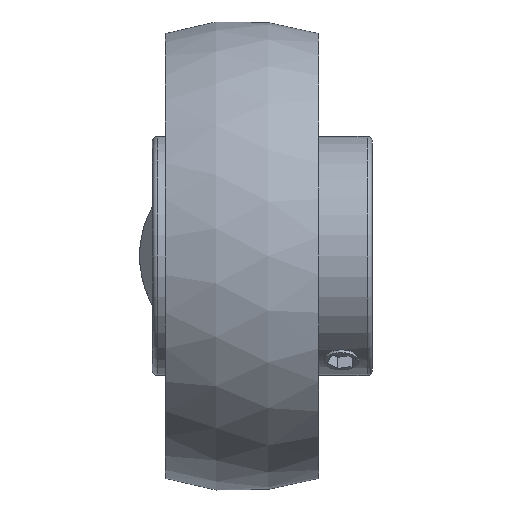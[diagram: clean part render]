
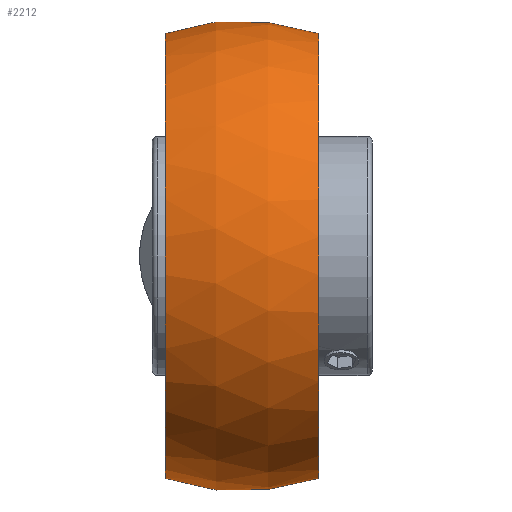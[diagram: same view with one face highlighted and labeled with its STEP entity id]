
A CAD part, front view. The second image highlights one B-rep face of the part: STEP entity #2212.
In plain terms, the highlighted spherical face has radius 46 mm.
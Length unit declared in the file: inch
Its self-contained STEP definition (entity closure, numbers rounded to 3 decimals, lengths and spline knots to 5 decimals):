
#834=SPHERICAL_SURFACE('',#2376,1.81102);
#1024=VERTEX_POINT('',#2501);
#1025=VERTEX_POINT('',#2502);
#1081=VERTEX_POINT('',#3270);
#1082=VERTEX_POINT('',#3271);
#1085=VERTEX_POINT('',#3281);
#1086=VERTEX_POINT('',#3282);
#1093=VERTEX_POINT('',#3303);
#1094=VERTEX_POINT('',#3307);
#1095=VERTEX_POINT('',#3308);
#1096=VERTEX_POINT('',#3310);
#1097=VERTEX_POINT('',#3313);
#1098=VERTEX_POINT('',#3314);
#1099=VERTEX_POINT('',#3317);
#1100=VERTEX_POINT('',#3319);
#1101=VERTEX_POINT('',#3322);
#1102=VERTEX_POINT('',#3323);
#1171=CIRCLE('',#2283,1.71203);
#1217=CIRCLE('',#2368,1.66141);
#1221=CIRCLE('',#2375,1.80717);
#1222=CIRCLE('',#2377,1.71203);
#1223=CIRCLE('',#2378,1.65519);
#1224=CIRCLE('',#2379,0.78941);
#1225=CIRCLE('',#2380,1.80717);
#1226=CIRCLE('',#2381,1.65519);
#1227=CIRCLE('',#2382,1.65519);
#1228=CIRCLE('',#2383,0.78941);
#1229=CIRCLE('',#2384,1.80717);
#1230=CIRCLE('',#2385,1.80717);
#1231=CIRCLE('',#2386,1.65519);
#1269=EDGE_CURVE('',#1024,#1025,#1171,.T.);
#1357=EDGE_CURVE('',#1081,#1082,#1217,.T.);
#1361=EDGE_CURVE('',#1085,#1086,#1217,.T.);
#1370=EDGE_CURVE('',#1093,#1086,#1221,.T.);
#1372=EDGE_CURVE('',#1094,#1095,#1222,.T.);
#1373=EDGE_CURVE('',#1096,#1094,#1223,.T.);
#1374=EDGE_CURVE('',#1093,#1096,#1224,.T.);
#1375=EDGE_CURVE('',#1085,#1097,#1225,.T.);
#1376=EDGE_CURVE('',#1098,#1097,#1224,.T.);
#1377=EDGE_CURVE('',#1025,#1098,#1226,.T.);
#1378=EDGE_CURVE('',#1099,#1024,#1227,.T.);
#1379=EDGE_CURVE('',#1100,#1099,#1228,.T.);
#1380=EDGE_CURVE('',#1100,#1082,#1229,.T.);
#1381=EDGE_CURVE('',#1081,#1101,#1230,.T.);
#1382=EDGE_CURVE('',#1102,#1101,#1228,.T.);
#1383=EDGE_CURVE('',#1095,#1102,#1231,.T.);
#1652=ORIENTED_EDGE('',*,*,#1372,.F.);
#1653=ORIENTED_EDGE('',*,*,#1373,.F.);
#1654=ORIENTED_EDGE('',*,*,#1374,.F.);
#1655=ORIENTED_EDGE('',*,*,#1370,.T.);
#1656=ORIENTED_EDGE('',*,*,#1361,.F.);
#1657=ORIENTED_EDGE('',*,*,#1375,.T.);
#1658=ORIENTED_EDGE('',*,*,#1376,.F.);
#1659=ORIENTED_EDGE('',*,*,#1377,.F.);
#1660=ORIENTED_EDGE('',*,*,#1269,.F.);
#1661=ORIENTED_EDGE('',*,*,#1378,.F.);
#1662=ORIENTED_EDGE('',*,*,#1379,.F.);
#1663=ORIENTED_EDGE('',*,*,#1380,.T.);
#1664=ORIENTED_EDGE('',*,*,#1357,.F.);
#1665=ORIENTED_EDGE('',*,*,#1381,.T.);
#1666=ORIENTED_EDGE('',*,*,#1382,.F.);
#1667=ORIENTED_EDGE('',*,*,#1383,.F.);
#1896=EDGE_LOOP('',(#1652,#1653,#1654,#1655,#1656,#1657,#1658,#1659,#1660,
#1661,#1662,#1663,#1664,#1665,#1666,#1667));
#2057=FACE_BOUND('',#1896,.T.);
#2212=ADVANCED_FACE('',(#2057),#834,.T.);
#2283=AXIS2_PLACEMENT_3D('',#2500,#3737,#3738);
#2368=AXIS2_PLACEMENT_3D('',#3269,#3917,#3918);
#2375=AXIS2_PLACEMENT_3D('',#3302,#3932,#3933);
#2376=AXIS2_PLACEMENT_3D('',#3305,#3935,#3936);
#2377=AXIS2_PLACEMENT_3D('',#3306,#3937,#3938);
#2378=AXIS2_PLACEMENT_3D('',#3309,#3939,#3940);
#2379=AXIS2_PLACEMENT_3D('',#3311,#3941,#3942);
#2380=AXIS2_PLACEMENT_3D('',#3312,#3943,#3944);
#2381=AXIS2_PLACEMENT_3D('',#3315,#3945,#3946);
#2382=AXIS2_PLACEMENT_3D('',#3316,#3947,#3948);
#2383=AXIS2_PLACEMENT_3D('',#3318,#3949,#3950);
#2384=AXIS2_PLACEMENT_3D('',#3320,#3951,#3952);
#2385=AXIS2_PLACEMENT_3D('',#3321,#3953,#3954);
#2386=AXIS2_PLACEMENT_3D('',#3324,#3955,#3956);
#2500=CARTESIAN_POINT('',(0.,0.,0.59055));
#2501=CARTESIAN_POINT('',(-0.52386,1.62992,0.59055));
#2502=CARTESIAN_POINT('',(0.52386,1.62992,0.59055));
#3269=CARTESIAN_POINT('',(0.,0.72078,0.));
#3270=CARTESIAN_POINT('',(-1.6572,0.72078,-0.11811));
#3271=CARTESIAN_POINT('',(-1.6572,0.72078,0.11811));
#3281=CARTESIAN_POINT('',(1.6572,0.72078,0.11811));
#3282=CARTESIAN_POINT('',(1.6572,0.72078,-0.11811));
#3302=CARTESIAN_POINT('',(0.,0.,-0.11811));
#3303=CARTESIAN_POINT('',(0.78052,1.62992,-0.11811));
#3305=CARTESIAN_POINT('',(0.,0.,0.));
#3306=CARTESIAN_POINT('',(0.,0.,-0.59055));
#3307=CARTESIAN_POINT('',(0.52386,1.62992,-0.59055));
#3308=CARTESIAN_POINT('',(-0.52386,1.62992,-0.59055));
#3309=CARTESIAN_POINT('',(0.,0.51968,0.51968));
#3310=CARTESIAN_POINT('',(0.52384,1.62992,-0.59056));
#3311=CARTESIAN_POINT('',(0.,1.62992,0.));
#3312=CARTESIAN_POINT('',(0.,0.,0.11811));
#3313=CARTESIAN_POINT('',(0.78052,1.62992,0.11811));
#3314=CARTESIAN_POINT('',(0.52384,1.62992,0.59056));
#3315=CARTESIAN_POINT('',(0.,0.51968,-0.51968));
#3316=CARTESIAN_POINT('',(0.,0.51968,-0.51968));
#3317=CARTESIAN_POINT('',(-0.52384,1.62992,0.59056));
#3318=CARTESIAN_POINT('',(0.,1.62992,0.));
#3319=CARTESIAN_POINT('',(-0.78052,1.62992,0.11811));
#3320=CARTESIAN_POINT('',(0.,0.,0.11811));
#3321=CARTESIAN_POINT('',(0.,0.,-0.11811));
#3322=CARTESIAN_POINT('',(-0.78052,1.62992,-0.11811));
#3323=CARTESIAN_POINT('',(-0.52384,1.62992,-0.59056));
#3324=CARTESIAN_POINT('',(0.,0.51968,0.51968));
#3737=DIRECTION('',(0.,0.,1.));
#3738=DIRECTION('',(0.,1.712,0.));
#3917=DIRECTION('',(0.,1.,0.));
#3918=DIRECTION('',(1.661,0.,0.));
#3932=DIRECTION('',(0.,0.,-1.));
#3933=DIRECTION('',(0.,-1.807,0.));
#3935=DIRECTION('',(0.,0.,1.));
#3936=DIRECTION('',(1.,0.,0.));
#3937=DIRECTION('',(0.,0.,-1.));
#3938=DIRECTION('',(0.,-1.712,0.));
#3939=DIRECTION('',(0.,-0.707,-0.707));
#3940=DIRECTION('',(0.,-1.17,1.17));
#3941=DIRECTION('',(0.,1.,0.));
#3942=DIRECTION('',(0.,0.,-0.789));
#3943=DIRECTION('',(0.,0.,1.));
#3944=DIRECTION('',(0.,1.807,0.));
#3945=DIRECTION('',(0.,-0.707,0.707));
#3946=DIRECTION('',(0.,1.17,1.17));
#3947=DIRECTION('',(0.,-0.707,0.707));
#3948=DIRECTION('',(0.,1.17,1.17));
#3949=DIRECTION('',(0.,1.,0.));
#3950=DIRECTION('',(0.,0.,-0.789));
#3951=DIRECTION('',(0.,0.,1.));
#3952=DIRECTION('',(0.,1.807,0.));
#3953=DIRECTION('',(0.,0.,-1.));
#3954=DIRECTION('',(0.,-1.807,0.));
#3955=DIRECTION('',(0.,-0.707,-0.707));
#3956=DIRECTION('',(0.,-1.17,1.17));
